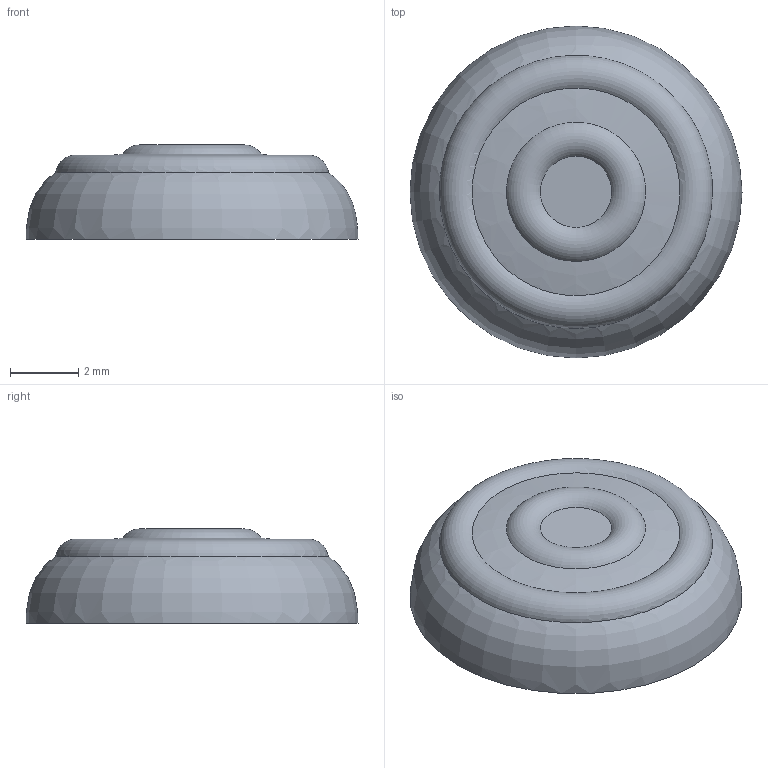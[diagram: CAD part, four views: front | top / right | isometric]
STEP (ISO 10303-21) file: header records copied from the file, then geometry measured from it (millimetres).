
FILE_DESCRIPTION(/* description */ (''),/* implementation_level */ '2;1');
FILE_NAME(/* name */ 'Sub_Rubber.step',/* time_stamp */ '2024-09-12T15:53:15-07:00',/* author */ (''),/* organization */ (''),/* preprocessor_version */ 'ST-DEVELOPER v20',/* originating_system */ 'Autodesk Translation Framework v13.14.0.145',/* authorisation */ '');
FILE_SCHEMA (('AUTOMOTIVE_DESIGN { 1 0 10303 214 3 1 1 }'));
Length unit declared in the file: millimetre
Products named in the file (1): Sub_Rubber
Bounding box: 9.7 x 9.7 x 2.75 mm (x, y, z)
Volume: 122.5 mm3; surface area: 250.9 mm2
Topology: 1 solids, 1 shells, 50 faces, 131 edges, 83 vertices
Faces by surface type: bspline 20, plane 10, cylinder 9, cone 8, torus 2, sphere 1
Full cylindrical faces by diameter (mm): 4.75 x1
Entity records: 4023 total; most frequent: CARTESIAN_POINT 2967, ORIENTED_EDGE 260, DIRECTION 141, EDGE_CURVE 130, B_SPLINE_CURVE_WITH_KNOTS 88, VERTEX_POINT 83, AXIS2_PLACEMENT_3D 70, EDGE_LOOP 51
